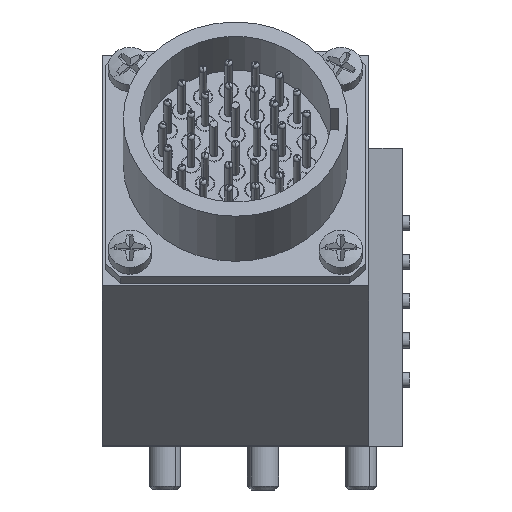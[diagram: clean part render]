
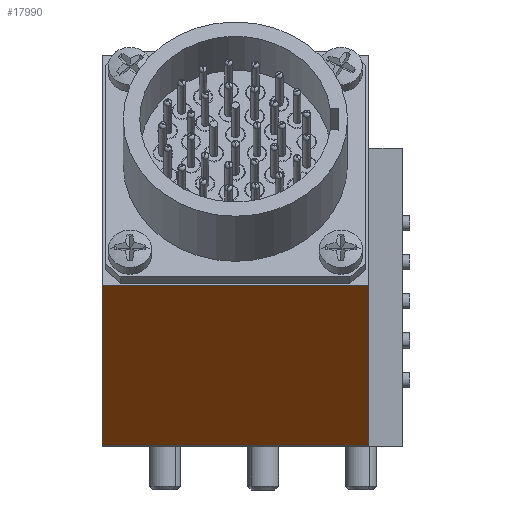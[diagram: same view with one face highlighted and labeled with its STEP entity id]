
A CAD part, left-side view. The second image highlights one B-rep face of the part: STEP entity #17990.
In plain terms, the highlighted planar face has unit normal (-0.5, 0, -0.866).
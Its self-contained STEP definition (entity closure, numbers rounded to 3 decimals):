
#442 = LINE ( 'NONE', #2837, #19364 ) ;
#540 = DIRECTION ( 'NONE',  ( 0., -1., 0. ) ) ;
#1295 = CARTESIAN_POINT ( 'NONE',  ( -13.504, -14.85, 0.134 ) ) ;
#1498 = VECTOR ( 'NONE', #24527, 1000. ) ;
#2198 = VERTEX_POINT ( 'NONE', #3373 ) ;
#2837 = CARTESIAN_POINT ( 'NONE',  ( -48.701, 19.15, 20.455 ) ) ;
#3373 = CARTESIAN_POINT ( 'NONE',  ( -13.504, 19.15, 0.134 ) ) ;
#5153 = VECTOR ( 'NONE', #19748, 1000. ) ;
#6577 = VECTOR ( 'NONE', #19035, 1000. ) ;
#8501 = DIRECTION ( 'NONE',  ( 0.5, 0., 0.866 ) ) ;
#9408 = CARTESIAN_POINT ( 'NONE',  ( -48.701, 19.15, 20.455 ) ) ;
#11197 = LINE ( 'NONE', #1295, #5153 ) ;
#11558 = CARTESIAN_POINT ( 'NONE',  ( -13.504, -14.85, 0.134 ) ) ;
#11704 = CARTESIAN_POINT ( 'NONE',  ( -48.701, -14.85, 20.455 ) ) ;
#16876 = AXIS2_PLACEMENT_3D ( 'NONE', #28936, #8501, #24468 ) ;
#17624 = EDGE_LOOP ( 'NONE', ( #26214, #25740, #19304, #22722 ) ) ;
#17750 = VERTEX_POINT ( 'NONE', #9408 ) ;
#17990 = ADVANCED_FACE ( 'NONE', ( #20953 ), #22193, .F. ) ;
#18941 = CARTESIAN_POINT ( 'NONE',  ( -13.504, 19.15, 0.134 ) ) ;
#19035 = DIRECTION ( 'NONE',  ( -0.866, 0., 0.5 ) ) ;
#19304 = ORIENTED_EDGE ( 'NONE', *, *, #28646, .F. ) ;
#19364 = VECTOR ( 'NONE', #540, 1000. ) ;
#19570 = EDGE_CURVE ( 'NONE', #2198, #17750, #24778, .T. ) ;
#19748 = DIRECTION ( 'NONE',  ( -0.866, 0., 0.5 ) ) ;
#20042 = VERTEX_POINT ( 'NONE', #11704 ) ;
#20953 = FACE_OUTER_BOUND ( 'NONE', #17624, .T. ) ;
#21409 = EDGE_CURVE ( 'NONE', #2198, #26442, #25067, .T. ) ;
#22193 = PLANE ( 'NONE',  #16876 ) ;
#22722 = ORIENTED_EDGE ( 'NONE', *, *, #19570, .F. ) ;
#24468 = DIRECTION ( 'NONE',  ( 0.866, 0., -0.5 ) ) ;
#24527 = DIRECTION ( 'NONE',  ( 0., -1., 0. ) ) ;
#24617 = CARTESIAN_POINT ( 'NONE',  ( -13.504, 19.15, 0.134 ) ) ;
#24778 = LINE ( 'NONE', #18941, #6577 ) ;
#25067 = LINE ( 'NONE', #24617, #1498 ) ;
#25740 = ORIENTED_EDGE ( 'NONE', *, *, #27706, .T. ) ;
#26214 = ORIENTED_EDGE ( 'NONE', *, *, #21409, .T. ) ;
#26442 = VERTEX_POINT ( 'NONE', #11558 ) ;
#27706 = EDGE_CURVE ( 'NONE', #26442, #20042, #11197, .T. ) ;
#28646 = EDGE_CURVE ( 'NONE', #17750, #20042, #442, .T. ) ;
#28936 = CARTESIAN_POINT ( 'NONE',  ( -13.504, 19.15, 0.134 ) ) ;
